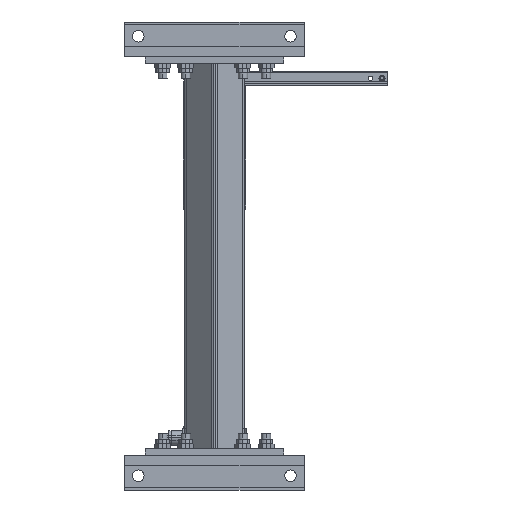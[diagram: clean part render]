
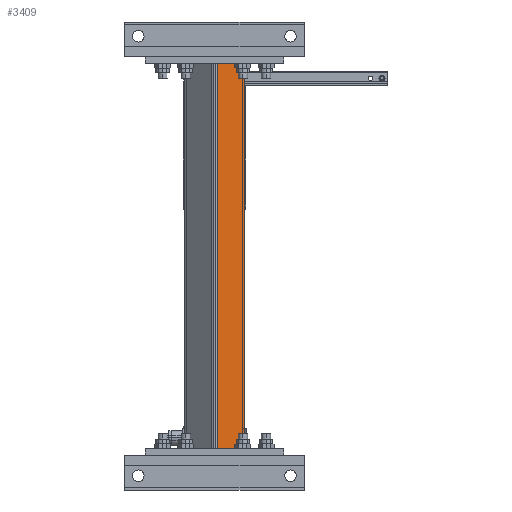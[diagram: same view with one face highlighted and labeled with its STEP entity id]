
A CAD part, left-side view. The second image highlights one B-rep face of the part: STEP entity #3409.
In plain terms, the highlighted planar face has unit normal (-0.707, -0.707, 0).
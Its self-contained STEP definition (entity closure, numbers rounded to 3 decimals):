
#3409=ADVANCED_FACE('',(#6824),#6825,.T.);
#6824=FACE_OUTER_BOUND('',#10754,.T.);
#6825=PLANE('',#10755);
#10754=EDGE_LOOP('',(#18948,#18949,#18950,#18951));
#10755=AXIS2_PLACEMENT_3D('',#18952,#18953,#18954);
#18948=ORIENTED_EDGE('',*,*,#23013,.T.);
#18949=ORIENTED_EDGE('',*,*,#22327,.F.);
#18950=ORIENTED_EDGE('',*,*,#22001,.T.);
#18951=ORIENTED_EDGE('',*,*,#22526,.T.);
#18952=CARTESIAN_POINT('',(-201.475,369.644,2954.));
#18953=DIRECTION('',(-0.707,-0.707,0.));
#18954=DIRECTION('',(0.707,-0.707,0.));
#22001=EDGE_CURVE('',#26414,#26412,#26415,.T.);
#22327=EDGE_CURVE('',#26414,#26888,#26892,.T.);
#22526=EDGE_CURVE('',#26412,#27189,#27191,.T.);
#23013=EDGE_CURVE('',#27189,#26888,#27844,.T.);
#26412=VERTEX_POINT('',#34733);
#26414=VERTEX_POINT('',#34735);
#26415=LINE('',#34736,#34737);
#26888=VERTEX_POINT('',#36034);
#26892=LINE('',#36039,#36040);
#27189=VERTEX_POINT('',#36770);
#27191=LINE('',#36772,#36773);
#27844=LINE('',#38590,#38591);
#34733=CARTESIAN_POINT('',(-172.484,340.652,2954.));
#34735=CARTESIAN_POINT('',(-230.466,398.635,2954.));
#34736=CARTESIAN_POINT('',(-230.466,398.635,2954.));
#34737=VECTOR('',#43619,10.);
#36034=CARTESIAN_POINT('',(-230.466,398.635,3789.));
#36039=CARTESIAN_POINT('',(-230.466,398.635,2954.));
#36040=VECTOR('',#43987,10.);
#36770=CARTESIAN_POINT('',(-172.484,340.652,3789.));
#36772=CARTESIAN_POINT('',(-172.484,340.652,2954.));
#36773=VECTOR('',#44224,10.);
#38590=CARTESIAN_POINT('',(-230.466,398.635,3789.));
#38591=VECTOR('',#44704,10.);
#43619=DIRECTION('',(0.707,-0.707,0.));
#43987=DIRECTION('',(0.,0.,1.));
#44224=DIRECTION('',(0.,0.,1.));
#44704=DIRECTION('',(-0.707,0.707,0.));
